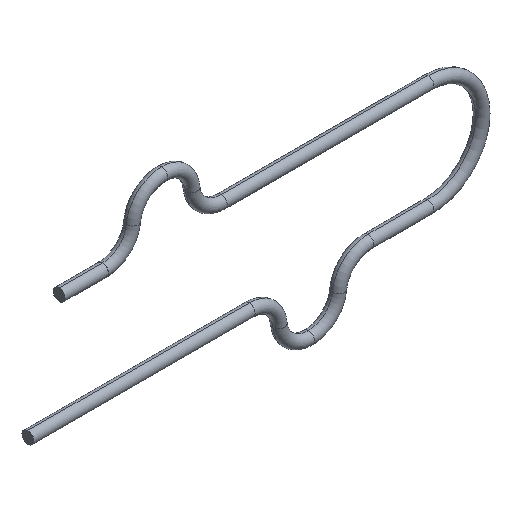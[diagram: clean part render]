
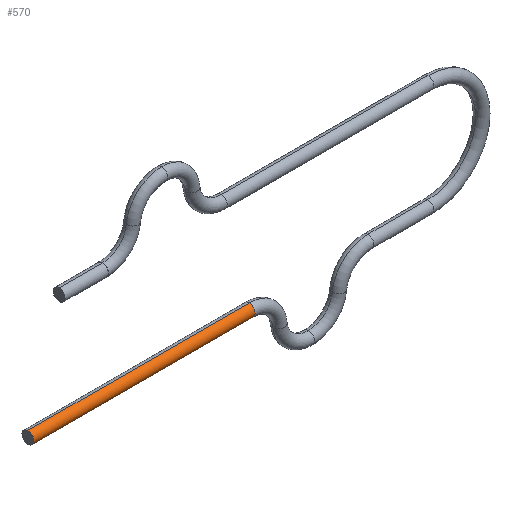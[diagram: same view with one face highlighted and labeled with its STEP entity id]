
A CAD part, isometric view. The second image highlights one B-rep face of the part: STEP entity #570.
In plain terms, the highlighted cylindrical face has radius 0.005 mm (diameter 0.01 mm), a partial arc.
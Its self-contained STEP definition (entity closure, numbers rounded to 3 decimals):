
#473=CARTESIAN_POINT('POINT25',(-0.335,0.,
   -0.04));
#474=VERTEX_POINT('VERTEX25',#473);
#475=CARTESIAN_POINT('POINT26',(-0.335,0.,
   -0.05));
#476=VERTEX_POINT('VERTEX26',#475);
#477=CARTESIAN_POINT('POS46',(-0.335,0.,-0.045));
#478=DIRECTION('DIR85',(1.,0.,0.));
#479=DIRECTION('DIR86',(0.,0.,-1.));
#480=AXIS2_PLACEMENT_3D('AXIS40',#477,#478,#479);
#481=CIRCLE('ELLIPSE30',#480,0.005);
#482=EDGE_CURVE('EDGE47',#474,#476,#481,.T.);
#494=CARTESIAN_POINT('POINT27',(-0.15,
   0.,-0.05));
#495=VERTEX_POINT('VERTEX27',#494);
#496=CARTESIAN_POINT('POS48',(-0.335,0.,
   -0.05));
#497=DIRECTION('DIR89',(1.,0.,0.));
#498=VECTOR('VEC7',#497,1.);
#499=LINE('STRAIGHT7',#496,#498);
#500=EDGE_CURVE('EDGE49',#476,#495,#499,.T.);
#503=CARTESIAN_POINT('POINT28',(-0.15,
   0.,-0.04));
#504=VERTEX_POINT('VERTEX28',#503);
#505=CARTESIAN_POINT('POS49',(-0.335,0.,-0.04
   ));
#506=DIRECTION('DIR90',(-1.,0.,0.));
#507=VECTOR('VEC8',#506,1.);
#508=LINE('STRAIGHT8',#505,#507);
#509=EDGE_CURVE('EDGE50',#504,#474,#508,.T.);
#511=CARTESIAN_POINT('POS50',(-0.15,0.,-0.045)
   );
#512=DIRECTION('DIR91',(1.,0.,
   0.));
#513=DIRECTION('DIR92',(0.,0.,1.));
#514=AXIS2_PLACEMENT_3D('AXIS42',#511,#512,#513);
#515=CIRCLE('ELLIPSE31',#514,0.005);
#520=CARTESIAN_POINT('POS51',(-0.335,0.,-0.045));
#521=DIRECTION('DIR93',(1.,0.,0.));
#522=DIRECTION('DIR94',(0.,0.,-1.));
#523=AXIS2_PLACEMENT_3D('AXIS43',#520,#521,#522);
#524=CYLINDRICAL_SURFACE('CONE_SURF4',#523,0.005);
#563=ORIENTED_EDGE('COEDGE105',*,*,#500,.T.);
#564=EDGE_CURVE('EDGE56',#504,#495,#515,.T.);
#565=ORIENTED_EDGE('COEDGE106',*,*,#564,.F.);
#566=ORIENTED_EDGE('COEDGE107',*,*,#509,.T.);
#567=ORIENTED_EDGE('COEDGE108',*,*,#482,.T.);
#568=EDGE_LOOP('NONE',(#563,#565,#566,#567));
#569=FACE_BOUND('LOOP1',#568,.T.);
#570=ADVANCED_FACE('FACE28',(#569),#524,.T.);
